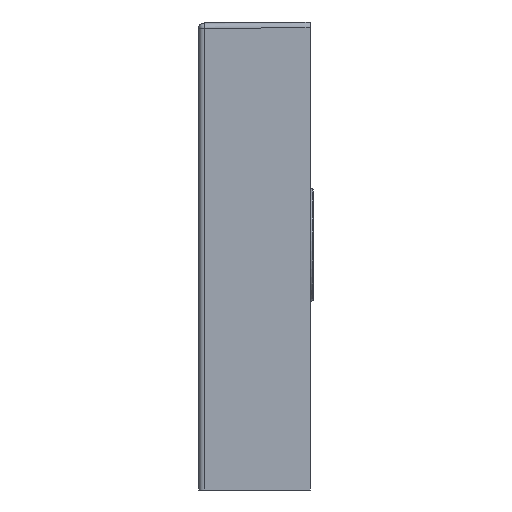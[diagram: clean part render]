
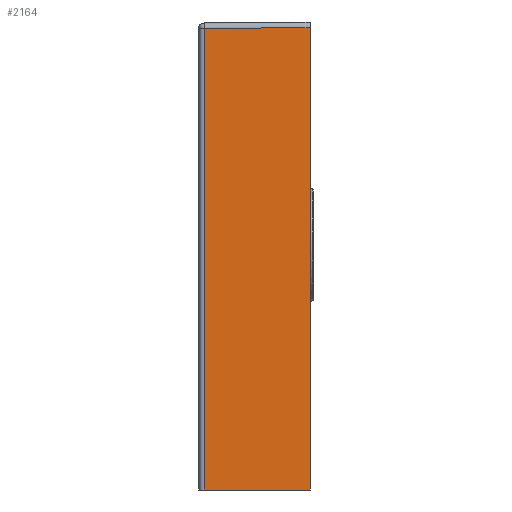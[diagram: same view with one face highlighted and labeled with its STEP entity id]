
A CAD part, left-side view. The second image highlights one B-rep face of the part: STEP entity #2164.
In plain terms, the highlighted planar face has unit normal (-1, 0.009, 0).
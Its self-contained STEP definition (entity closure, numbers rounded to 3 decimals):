
#245=PLANE('',#2369);
#314=FACE_OUTER_BOUND('',#450,.T.);
#450=EDGE_LOOP('',(#1679,#1680,#1681,#1682));
#582=LINE('',#6417,#688);
#583=LINE('',#6419,#689);
#584=LINE('',#6421,#690);
#585=LINE('',#6422,#691);
#688=VECTOR('',#2763,95.051);
#689=VECTOR('',#2764,414.171);
#690=VECTOR('',#2765,95.047);
#691=VECTOR('',#2766,415.);
#990=VERTEX_POINT('',#6415);
#991=VERTEX_POINT('',#6416);
#992=VERTEX_POINT('',#6418);
#993=VERTEX_POINT('',#6420);
#1243=EDGE_CURVE('',#990,#991,#582,.T.);
#1244=EDGE_CURVE('',#991,#992,#583,.T.);
#1245=EDGE_CURVE('',#992,#993,#584,.T.);
#1246=EDGE_CURVE('',#993,#990,#585,.T.);
#1679=ORIENTED_EDGE('',*,*,#1243,.T.);
#1680=ORIENTED_EDGE('',*,*,#1244,.T.);
#1681=ORIENTED_EDGE('',*,*,#1245,.T.);
#1682=ORIENTED_EDGE('',*,*,#1246,.T.);
#2164=ADVANCED_FACE('',(#314),#245,.T.);
#2369=AXIS2_PLACEMENT_3D('',#6414,#2761,#2762);
#2761=DIRECTION('center_axis',(-1.,0.009,0.));
#2762=DIRECTION('ref_axis',(0.,0.,1.));
#2763=DIRECTION('',(0.009,1.,-0.009));
#2764=DIRECTION('',(0.,0.,-1.));
#2765=DIRECTION('',(-0.009,-1.,0.));
#2766=DIRECTION('',(0.,0.,1.));
#6414=CARTESIAN_POINT('Origin',(-349.585,-52.478,-220.));
#6415=CARTESIAN_POINT('',(-350.,-100.,195.));
#6416=CARTESIAN_POINT('',(-349.171,-4.956,194.171));
#6417=CARTESIAN_POINT('',(-350.,-100.,195.));
#6418=CARTESIAN_POINT('',(-349.171,-4.956,-220.));
#6419=CARTESIAN_POINT('',(-349.171,-4.956,194.171));
#6420=CARTESIAN_POINT('',(-350.,-100.,-220.));
#6421=CARTESIAN_POINT('',(-349.171,-4.956,-220.));
#6422=CARTESIAN_POINT('',(-350.,-100.,-220.));
